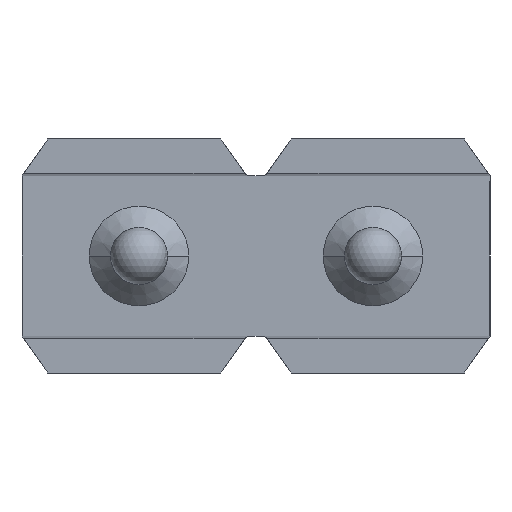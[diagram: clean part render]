
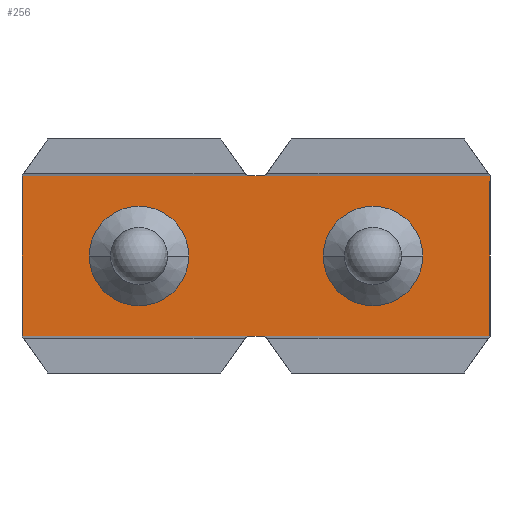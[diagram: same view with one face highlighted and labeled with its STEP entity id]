
A CAD part, front view. The second image highlights one B-rep face of the part: STEP entity #256.
In plain terms, the highlighted planar face has unit normal (0, -1, 0).
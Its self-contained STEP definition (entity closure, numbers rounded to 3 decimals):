
#256=ADVANCED_FACE('',(#531,#532,#533),#534,.F.);
#531=FACE_BOUND('',#822,.T.);
#532=FACE_BOUND('',#823,.T.);
#533=FACE_OUTER_BOUND('',#824,.T.);
#534=PLANE('',#825);
#822=EDGE_LOOP('',(#1469,#1470));
#823=EDGE_LOOP('',(#1471,#1472));
#824=EDGE_LOOP('',(#1473,#1474,#1475,#1476,#1477,#1478,#1479,#1480));
#825=AXIS2_PLACEMENT_3D('',#1481,#1482,#1483);
#1469=ORIENTED_EDGE('',*,*,#1865,.T.);
#1470=ORIENTED_EDGE('',*,*,#1725,.T.);
#1471=ORIENTED_EDGE('',*,*,#1876,.T.);
#1472=ORIENTED_EDGE('',*,*,#1710,.T.);
#1473=ORIENTED_EDGE('',*,*,#1907,.F.);
#1474=ORIENTED_EDGE('',*,*,#1905,.F.);
#1475=ORIENTED_EDGE('',*,*,#1908,.F.);
#1476=ORIENTED_EDGE('',*,*,#1893,.F.);
#1477=ORIENTED_EDGE('',*,*,#1909,.F.);
#1478=ORIENTED_EDGE('',*,*,#1888,.T.);
#1479=ORIENTED_EDGE('',*,*,#1910,.F.);
#1480=ORIENTED_EDGE('',*,*,#1900,.T.);
#1481=CARTESIAN_POINT('',(-3.048,0.3,0.0));
#1482=DIRECTION('',(0.0,1.0,0.0));
#1483=DIRECTION('',(0.,0.0,1.0));
#1710=EDGE_CURVE('',#2029,#2031,#2033,.T.);
#1725=EDGE_CURVE('',#2055,#2057,#2059,.T.);
#1865=EDGE_CURVE('',#2057,#2055,#2249,.T.);
#1876=EDGE_CURVE('',#2031,#2029,#2261,.T.);
#1888=EDGE_CURVE('',#2276,#2273,#2277,.T.);
#1893=EDGE_CURVE('',#2282,#2285,#2286,.T.);
#1900=EDGE_CURVE('',#2292,#2296,#2298,.T.);
#1905=EDGE_CURVE('',#2305,#2301,#2307,.T.);
#1907=EDGE_CURVE('',#2301,#2296,#2309,.T.);
#1908=EDGE_CURVE('',#2285,#2305,#2310,.T.);
#1909=EDGE_CURVE('',#2276,#2282,#2311,.T.);
#1910=EDGE_CURVE('',#2292,#2273,#2312,.T.);
#2029=VERTEX_POINT('',#2459);
#2031=VERTEX_POINT('',#2462);
#2033=CIRCLE('',#2465,0.54);
#2055=VERTEX_POINT('',#2491);
#2057=VERTEX_POINT('',#2494);
#2059=CIRCLE('',#2497,0.54);
#2249=CIRCLE('',#2727,0.54);
#2261=CIRCLE('',#2739,0.54);
#2273=VERTEX_POINT('',#2751);
#2276=VERTEX_POINT('',#2755);
#2277=LINE('',#2756,#2757);
#2282=VERTEX_POINT('',#2764);
#2285=VERTEX_POINT('',#2768);
#2286=LINE('',#2769,#2770);
#2292=VERTEX_POINT('',#2778);
#2296=VERTEX_POINT('',#2784);
#2298=LINE('',#2787,#2788);
#2301=VERTEX_POINT('',#2791);
#2305=VERTEX_POINT('',#2797);
#2307=LINE('',#2800,#2801);
#2309=LINE('',#2803,#2804);
#2310=LINE('',#2805,#2806);
#2311=LINE('',#2807,#2808);
#2312=LINE('',#2809,#2810);
#2459=CARTESIAN_POINT('',(-0.73,0.3,0.));
#2462=CARTESIAN_POINT('',(-1.81,0.3,0.));
#2465=AXIS2_PLACEMENT_3D('',#3013,#3014,#3015);
#2491=CARTESIAN_POINT('',(1.81,0.3,0.));
#2494=CARTESIAN_POINT('',(0.73,0.3,0.));
#2497=AXIS2_PLACEMENT_3D('',#3037,#3038,#3039);
#2727=AXIS2_PLACEMENT_3D('',#3236,#3237,#3238);
#2739=AXIS2_PLACEMENT_3D('',#3254,#3255,#3256);
#2751=CARTESIAN_POINT('',(-0.1,0.3,-0.87));
#2755=CARTESIAN_POINT('',(-2.54,0.3,-0.87));
#2756=CARTESIAN_POINT('',(-3.048,0.3,-0.87));
#2757=VECTOR('',#3273,1.0);
#2764=CARTESIAN_POINT('',(-2.54,0.3,0.87));
#2768=CARTESIAN_POINT('',(-0.1,0.3,0.87));
#2769=CARTESIAN_POINT('',(-3.048,0.3,0.87));
#2770=VECTOR('',#3277,1.0);
#2778=CARTESIAN_POINT('',(0.1,0.3,-0.87));
#2784=CARTESIAN_POINT('',(2.54,0.3,-0.87));
#2787=CARTESIAN_POINT('',(-3.048,0.3,-0.87));
#2788=VECTOR('',#3283,1.0);
#2791=CARTESIAN_POINT('',(2.54,0.3,0.87));
#2797=CARTESIAN_POINT('',(0.1,0.3,0.87));
#2800=CARTESIAN_POINT('',(-3.048,0.3,0.87));
#2801=VECTOR('',#3287,1.0);
#2803=CARTESIAN_POINT('',(2.54,0.3,0.0));
#2804=VECTOR('',#3288,1.0);
#2805=CARTESIAN_POINT('',(-1.547,0.3,0.87));
#2806=VECTOR('',#3289,1.0);
#2807=CARTESIAN_POINT('',(-2.54,0.3,0.0));
#2808=VECTOR('',#3290,1.0);
#2809=CARTESIAN_POINT('',(-1.547,0.3,-0.87));
#2810=VECTOR('',#3291,1.0);
#3013=CARTESIAN_POINT('',(-1.27,0.3,0.0));
#3014=DIRECTION('',(-0.0,1.0,0.0));
#3015=DIRECTION('',(1.0,0.0,0.0));
#3037=CARTESIAN_POINT('',(1.27,0.3,0.0));
#3038=DIRECTION('',(-0.0,1.0,0.0));
#3039=DIRECTION('',(1.0,0.0,0.0));
#3236=CARTESIAN_POINT('',(1.27,0.3,0.0));
#3237=DIRECTION('',(-0.0,1.0,0.0));
#3238=DIRECTION('',(1.0,0.0,0.0));
#3254=CARTESIAN_POINT('',(-1.27,0.3,0.0));
#3255=DIRECTION('',(-0.0,1.0,0.0));
#3256=DIRECTION('',(1.0,0.0,0.0));
#3273=DIRECTION('',(1.0,0.0,0.));
#3277=DIRECTION('',(1.0,0.0,0.));
#3283=DIRECTION('',(1.0,0.0,0.));
#3287=DIRECTION('',(1.0,0.0,0.));
#3288=DIRECTION('',(0.0,0.0,-1.0));
#3289=DIRECTION('',(1.0,0.,0.));
#3290=DIRECTION('',(0.0,-0.0,1.0));
#3291=DIRECTION('',(-1.0,0.,0.));
